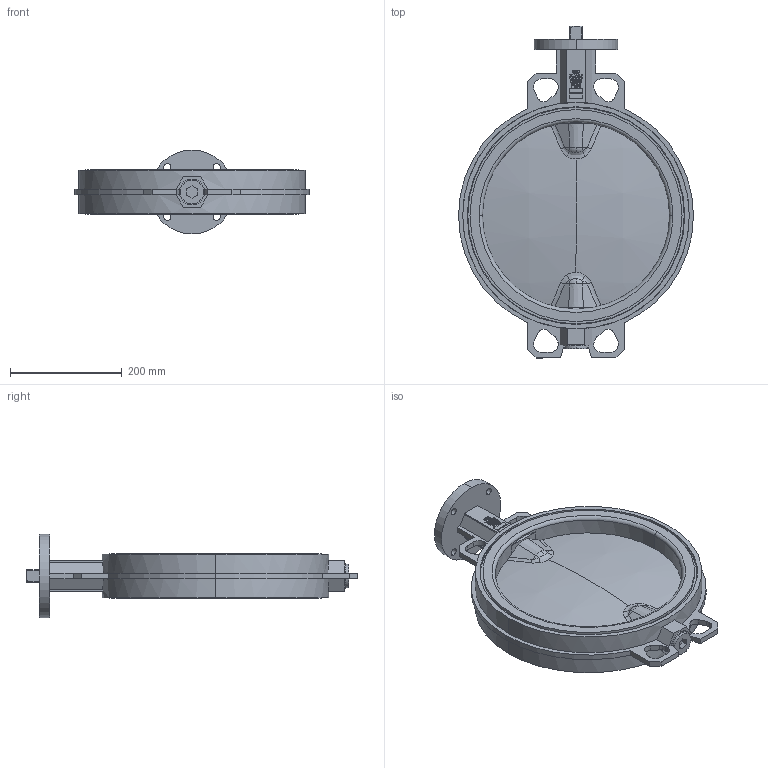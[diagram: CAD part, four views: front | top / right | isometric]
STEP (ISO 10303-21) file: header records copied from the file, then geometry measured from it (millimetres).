
FILE_DESCRIPTION (( 'STEP AP214' ), '1' );
FILE_NAME ('EVCS-i DN350 PN16 F12-L22.STEP', '2024-04-24T10:29:14', ( '' ), ( '' ), 'SwSTEP 2.0', 'SolidWorks 2015', '' );
FILE_SCHEMA (( 'AUTOMOTIVE_DESIGN' ));
Length unit declared in the file: millimetre
Products named in the file (1): EVCS-i DN350 PN16 F12-L22
Bounding box: 420 x 593.5 x 150 mm (x, y, z)
Volume: 6405238 mm3; surface area: 549700.9 mm2
Topology: 1 solids, 1 shells, 462 faces, 1243 edges, 817 vertices
Faces by surface type: plane 251, bspline 102, cylinder 71, torus 24, cone 10, sphere 4
Entity records: 24450 total; most frequent: CARTESIAN_POINT 9063, ORIENTED_EDGE 2486, DIRECTION 1936, EDGE_CURVE 1243, VERTEX_POINT 817, LINE 764, VECTOR 764, AXIS2_PLACEMENT_3D 586
